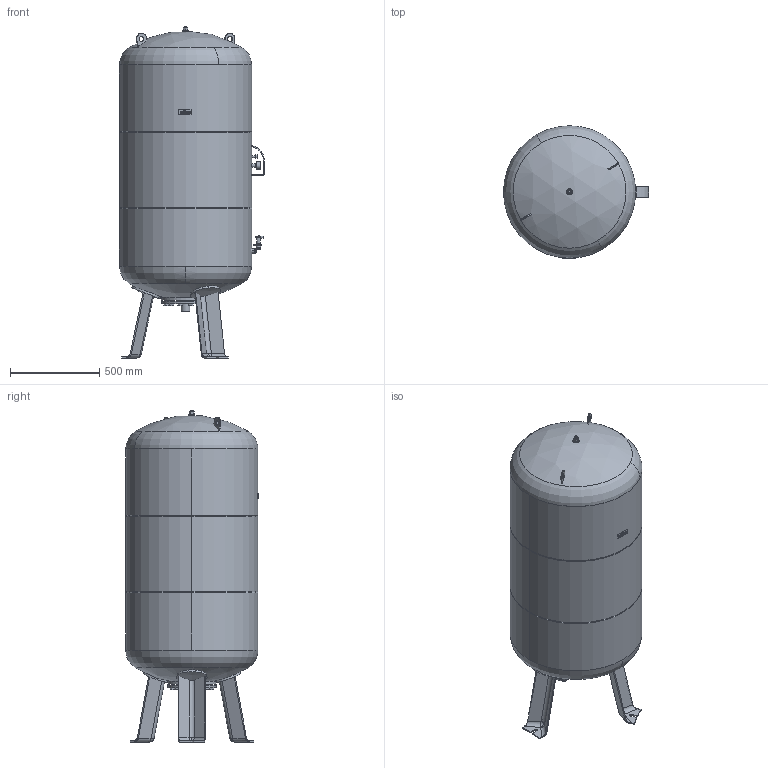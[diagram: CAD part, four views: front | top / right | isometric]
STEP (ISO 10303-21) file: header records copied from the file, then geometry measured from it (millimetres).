
FILE_DESCRIPTION((''),'2;1');
FILE_NAME('3d_G600_10bar-7522006.stp','2009-12-29T14:08:56',(''),(''),'Mechanical Desktop 2008','Mechanical Desktop 2008',', , ');
FILE_SCHEMA(('CONFIG_CONTROL_DESIGN'));
Length unit declared in the file: millimetre
Products named in the file (1): Product
Bounding box: 812 x 741.14 x 1859 mm (x, y, z)
Volume: 595458573.6 mm3; surface area: 6522282.4 mm2
Topology: 22 solids, 22 shells, 480 faces, 1135 edges, 728 vertices
Faces by surface type: plane 242, cylinder 150, cone 43, bspline 27, sphere 12, torus 6
Entity records: 14363 total; most frequent: CARTESIAN_POINT 3020, DIRECTION 2394, ORIENTED_EDGE 2242, EDGE_CURVE 1121, AXIS2_PLACEMENT_3D 853, VERTEX_POINT 728, VECTOR 688, LINE 688
